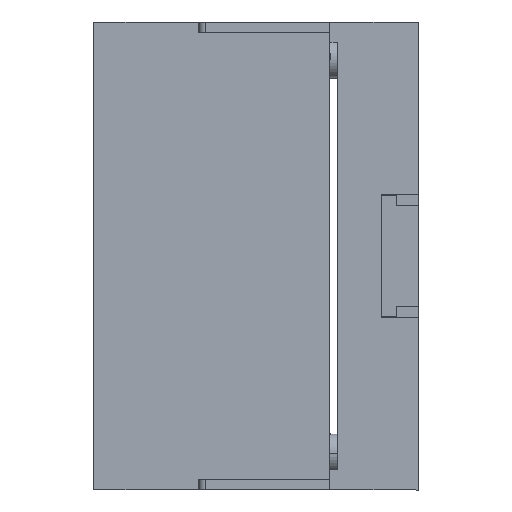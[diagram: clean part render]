
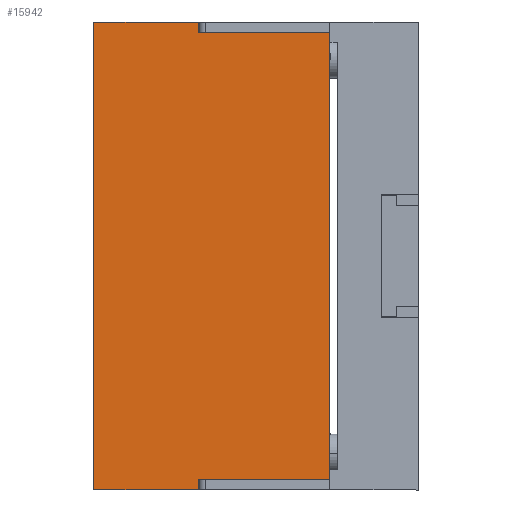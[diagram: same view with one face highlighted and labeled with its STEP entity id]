
A CAD part, left-side view. The second image highlights one B-rep face of the part: STEP entity #15942.
In plain terms, the highlighted face is planar.
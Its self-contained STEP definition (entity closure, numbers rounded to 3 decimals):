
#340 = LINE ( 'NONE', #6459, #786 ) ;
#786 = VECTOR ( 'NONE', #7639, 1000. ) ;
#802 = LINE ( 'NONE', #16852, #6887 ) ;
#868 = ORIENTED_EDGE ( 'NONE', *, *, #12583, .F. ) ;
#1105 = VERTEX_POINT ( 'NONE', #7047 ) ;
#1339 = CARTESIAN_POINT ( 'NONE',  ( 40., -67.017, -33.5 ) ) ;
#1564 = EDGE_CURVE ( 'NONE', #13984, #1105, #12064, .T. ) ;
#1611 = LINE ( 'NONE', #10682, #2877 ) ;
#2342 = ORIENTED_EDGE ( 'NONE', *, *, #1564, .T. ) ;
#2767 = CARTESIAN_POINT ( 'NONE',  ( 40., 0., 33.5 ) ) ;
#2877 = VECTOR ( 'NONE', #4069, 1000. ) ;
#3288 = DIRECTION ( 'NONE',  ( 0., 1., 0. ) ) ;
#3807 = DIRECTION ( 'NONE',  ( 0., 0., 1. ) ) ;
#4069 = DIRECTION ( 'NONE',  ( 0., 1., 0. ) ) ;
#4377 = CARTESIAN_POINT ( 'NONE',  ( 40., 19.6, 35. ) ) ;
#5041 = VERTEX_POINT ( 'NONE', #5538 ) ;
#5307 = VERTEX_POINT ( 'NONE', #11784 ) ;
#5538 = CARTESIAN_POINT ( 'NONE',  ( 40., 19.6, -33.5 ) ) ;
#5566 = CARTESIAN_POINT ( 'NONE',  ( 40., 19.6, 33.5 ) ) ;
#5696 = VERTEX_POINT ( 'NONE', #5566 ) ;
#5705 = ORIENTED_EDGE ( 'NONE', *, *, #11106, .F. ) ;
#5858 = CARTESIAN_POINT ( 'NONE',  ( 40., 0., 33.5 ) ) ;
#6091 = ORIENTED_EDGE ( 'NONE', *, *, #16307, .T. ) ;
#6361 = VECTOR ( 'NONE', #10974, 1000. ) ;
#6459 = CARTESIAN_POINT ( 'NONE',  ( 40., -67.017, 33.5 ) ) ;
#6724 = DIRECTION ( 'NONE',  ( 0., 0., 1. ) ) ;
#6887 = VECTOR ( 'NONE', #3288, 1000. ) ;
#7047 = CARTESIAN_POINT ( 'NONE',  ( 40., 0., -33.5 ) ) ;
#7053 = DIRECTION ( 'NONE',  ( 0., 0., 1. ) ) ;
#7263 = CARTESIAN_POINT ( 'NONE',  ( 40., 35.3, 35. ) ) ;
#7366 = ORIENTED_EDGE ( 'NONE', *, *, #17461, .T. ) ;
#7639 = DIRECTION ( 'NONE',  ( 0., 1., 0. ) ) ;
#7679 = VECTOR ( 'NONE', #14817, 1000. ) ;
#7780 = LINE ( 'NONE', #10539, #10729 ) ;
#8925 = AXIS2_PLACEMENT_3D ( 'NONE', #4377, #11173, #9759 ) ;
#9171 = LINE ( 'NONE', #16158, #12325 ) ;
#9355 = VERTEX_POINT ( 'NONE', #9737 ) ;
#9578 = ORIENTED_EDGE ( 'NONE', *, *, #12701, .F. ) ;
#9737 = CARTESIAN_POINT ( 'NONE',  ( 40., 35.3, -35. ) ) ;
#9739 = ORIENTED_EDGE ( 'NONE', *, *, #14290, .F. ) ;
#9759 = DIRECTION ( 'NONE',  ( 0., 0., 1. ) ) ;
#10539 = CARTESIAN_POINT ( 'NONE',  ( 40., 19.6, 35. ) ) ;
#10637 = LINE ( 'NONE', #1339, #7679 ) ;
#10648 = VERTEX_POINT ( 'NONE', #14712 ) ;
#10682 = CARTESIAN_POINT ( 'NONE',  ( 40., 19.6, -35. ) ) ;
#10729 = VECTOR ( 'NONE', #3807, 1000. ) ;
#10974 = DIRECTION ( 'NONE',  ( 0., 0., -1. ) ) ;
#11106 = EDGE_CURVE ( 'NONE', #5307, #5041, #7780, .T. ) ;
#11173 = DIRECTION ( 'NONE',  ( -1., 0., 0. ) ) ;
#11784 = CARTESIAN_POINT ( 'NONE',  ( 40., 19.6, -35. ) ) ;
#12064 = LINE ( 'NONE', #2767, #6361 ) ;
#12325 = VECTOR ( 'NONE', #6724, 1000. ) ;
#12583 = EDGE_CURVE ( 'NONE', #10648, #13999, #802, .T. ) ;
#12646 = PLANE ( 'NONE',  #8925 ) ;
#12701 = EDGE_CURVE ( 'NONE', #13984, #5696, #340, .T. ) ;
#13238 = VECTOR ( 'NONE', #7053, 1000. ) ;
#13984 = VERTEX_POINT ( 'NONE', #5858 ) ;
#13999 = VERTEX_POINT ( 'NONE', #7263 ) ;
#14290 = EDGE_CURVE ( 'NONE', #5696, #10648, #9171, .T. ) ;
#14298 = ORIENTED_EDGE ( 'NONE', *, *, #15121, .T. ) ;
#14712 = CARTESIAN_POINT ( 'NONE',  ( 40., 19.6, 35. ) ) ;
#14817 = DIRECTION ( 'NONE',  ( 0., 1., 0. ) ) ;
#14835 = EDGE_LOOP ( 'NONE', ( #9739, #9578, #2342, #7366, #5705, #6091, #14298, #868 ) ) ;
#15121 = EDGE_CURVE ( 'NONE', #9355, #13999, #17463, .T. ) ;
#15196 = CARTESIAN_POINT ( 'NONE',  ( 40., 35.3, 35. ) ) ;
#15942 = ADVANCED_FACE ( 'NONE', ( #17434 ), #12646, .F. ) ;
#16158 = CARTESIAN_POINT ( 'NONE',  ( 40., 19.6, 35. ) ) ;
#16307 = EDGE_CURVE ( 'NONE', #5307, #9355, #1611, .T. ) ;
#16852 = CARTESIAN_POINT ( 'NONE',  ( 40., 19.6, 35. ) ) ;
#17434 = FACE_OUTER_BOUND ( 'NONE', #14835, .T. ) ;
#17461 = EDGE_CURVE ( 'NONE', #1105, #5041, #10637, .T. ) ;
#17463 = LINE ( 'NONE', #15196, #13238 ) ;
